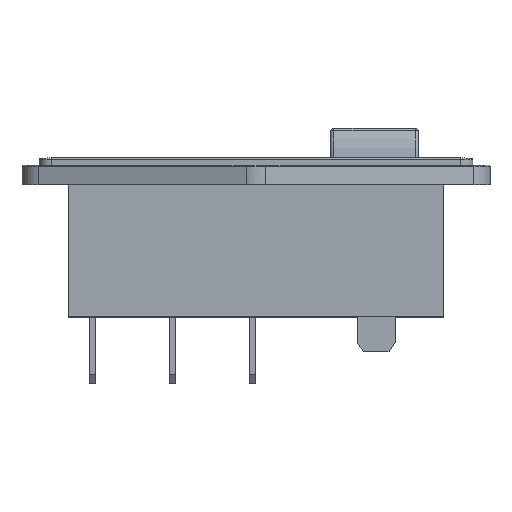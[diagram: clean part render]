
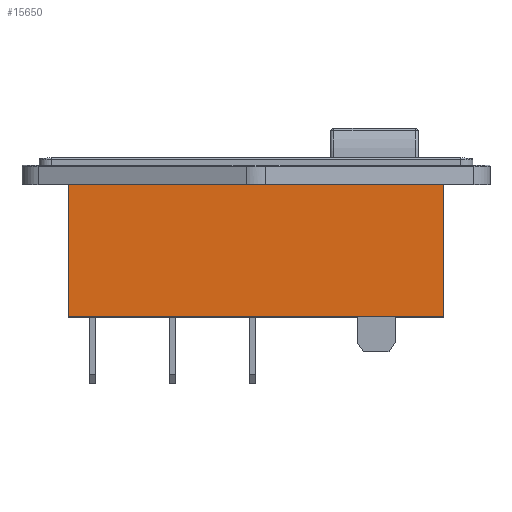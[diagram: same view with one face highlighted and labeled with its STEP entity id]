
A CAD part, top view. The second image highlights one B-rep face of the part: STEP entity #15650.
In plain terms, the highlighted planar face has unit normal (0, 0, 1).
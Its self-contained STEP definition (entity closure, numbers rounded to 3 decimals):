
#2631 = VERTEX_POINT ( 'NONE', #16338 ) ;
#2695 = VERTEX_POINT ( 'NONE', #16349 ) ;
#4366 = FACE_OUTER_BOUND ( 'NONE', #8319, .T. ) ;
#5488 = ORIENTED_EDGE ( 'NONE', *, *, #15142, .T. ) ;
#5495 = ORIENTED_EDGE ( 'NONE', *, *, #14745, .T. ) ;
#5499 = ORIENTED_EDGE ( 'NONE', *, *, #15138, .F. ) ;
#5502 = ORIENTED_EDGE ( 'NONE', *, *, #15143, .F. ) ;
#6871 = CARTESIAN_POINT ( 'NONE',  ( -23.4, -16.5, 13.5 ) ) ;
#6893 = PLANE ( 'NONE',  #7097 ) ;
#6895 = DIRECTION ( 'NONE',  ( 0., 0., 1. ) ) ;
#6896 = DIRECTION ( 'NONE',  ( 1., 0., 0. ) ) ;
#7097 = AXIS2_PLACEMENT_3D ( 'NONE', #6871, #6895, #6896 ) ;
#7284 = VERTEX_POINT ( 'NONE', #16627 ) ;
#7703 = VERTEX_POINT ( 'NONE', #16698 ) ;
#7878 = VECTOR ( 'NONE', #20572, 1000. ) ;
#7885 = LINE ( 'NONE', #20568, #7878 ) ;
#8319 = EDGE_LOOP ( 'NONE', ( #5502, #5499, #5495, #5488 ) ) ;
#14745 = EDGE_CURVE ( 'NONE', #7703, #7284, #7885, .T. ) ;
#15138 = EDGE_CURVE ( 'NONE', #7703, #2695, #22935, .T. ) ;
#15142 = EDGE_CURVE ( 'NONE', #7284, #2631, #22943, .T. ) ;
#15143 = EDGE_CURVE ( 'NONE', #2695, #2631, #22945, .T. ) ;
#15650 = ADVANCED_FACE ( 'NONE', ( #4366 ), #6893, .T. ) ;
#16338 = CARTESIAN_POINT ( 'NONE',  ( 23.4, 0., 13.5 ) ) ;
#16349 = CARTESIAN_POINT ( 'NONE',  ( -23.4, 0., 13.5 ) ) ;
#16627 = CARTESIAN_POINT ( 'NONE',  ( 23.4, -16.5, 13.5 ) ) ;
#16698 = CARTESIAN_POINT ( 'NONE',  ( -23.4, -16.5, 13.5 ) ) ;
#20568 = CARTESIAN_POINT ( 'NONE',  ( -23.4, -16.5, 13.5 ) ) ;
#20572 = DIRECTION ( 'NONE',  ( 1., 0., 0. ) ) ;
#22599 = CARTESIAN_POINT ( 'NONE',  ( -23.4, -16.5, 13.5 ) ) ;
#22600 = DIRECTION ( 'NONE',  ( 0., 1., 0. ) ) ;
#22607 = CARTESIAN_POINT ( 'NONE',  ( 23.4, -16.5, 13.5 ) ) ;
#22608 = DIRECTION ( 'NONE',  ( 0., 1., 0. ) ) ;
#22609 = CARTESIAN_POINT ( 'NONE',  ( -23.4, 0., 13.5 ) ) ;
#22610 = DIRECTION ( 'NONE',  ( 1., 0., 0. ) ) ;
#22935 = LINE ( 'NONE', #22599, #22938 ) ;
#22938 = VECTOR ( 'NONE', #22600, 1000. ) ;
#22943 = LINE ( 'NONE', #22607, #22946 ) ;
#22945 = LINE ( 'NONE', #22609, #22948 ) ;
#22946 = VECTOR ( 'NONE', #22608, 1000. ) ;
#22948 = VECTOR ( 'NONE', #22610, 1000. ) ;
